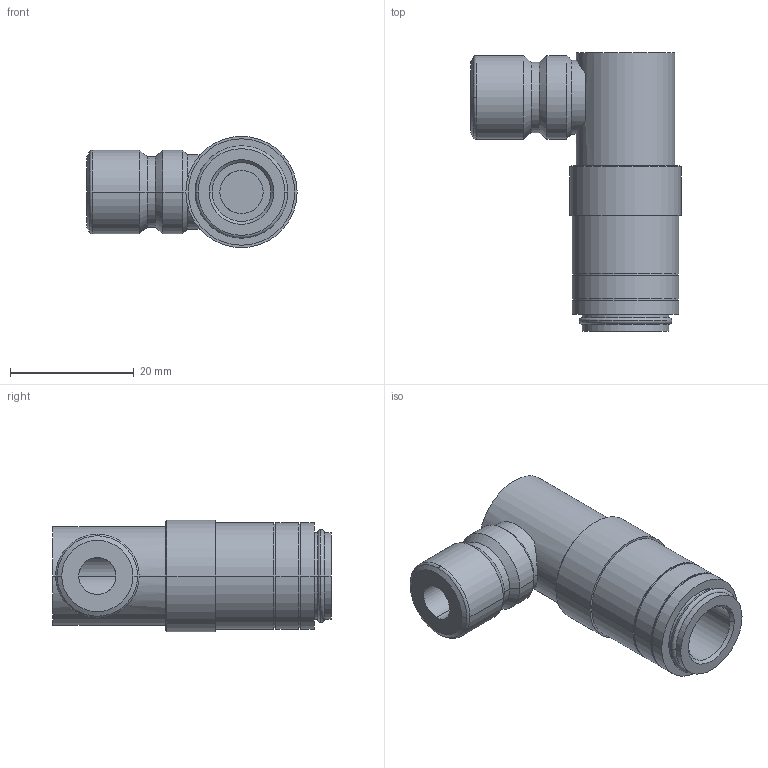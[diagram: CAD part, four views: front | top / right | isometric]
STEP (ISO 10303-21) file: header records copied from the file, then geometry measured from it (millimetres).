
FILE_DESCRIPTION(('STEP AP214'),'1');
FILE_NAME('esdmk-esds-90_ab.stp','2020-04-22T06:12:28',('TraceParts'),('TraceParts S.A.'),'Spatial InterOp 3D',' ',' ');
FILE_SCHEMA(('automotive_design'));
Length unit declared in the file: millimetre
Products named in the file (1): 1
Bounding box: 34 x 45 x 18 mm (x, y, z)
Volume: 9545.8 mm3; surface area: 5107.5 mm2
Topology: 1 solids, 1 shells, 64 faces, 138 edges, 84 vertices
Faces by surface type: cylinder 32, plane 14, cone 12, torus 6
Entity records: 2436 total; most frequent: CARTESIAN_POINT 455, DIRECTION 342, ORIENTED_EDGE 276, AXIS2_PLACEMENT_3D 147, EDGE_CURVE 138, VERTEX_POINT 84, CIRCLE 82, EDGE_LOOP 74
